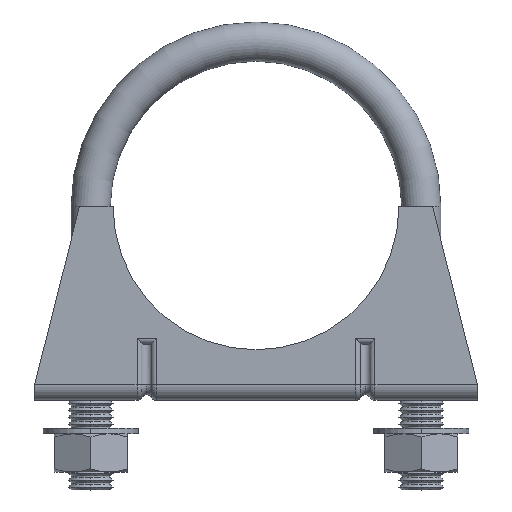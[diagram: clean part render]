
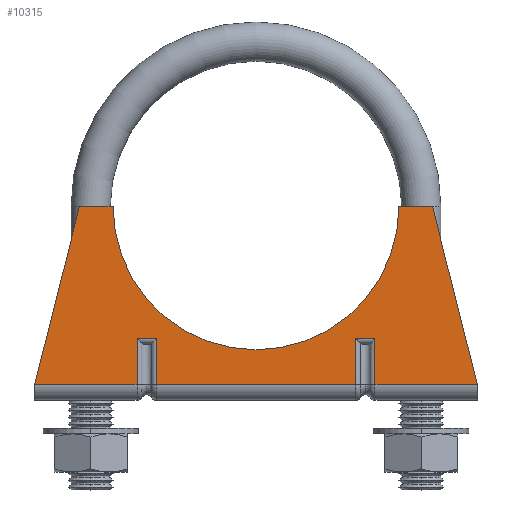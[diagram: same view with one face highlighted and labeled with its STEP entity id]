
A CAD part, top view. The second image highlights one B-rep face of the part: STEP entity #10315.
In plain terms, the highlighted planar face has unit normal (0, 0, 1).
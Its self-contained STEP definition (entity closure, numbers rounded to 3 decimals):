
#16 = EDGE_LOOP ( 'NONE', ( #9736, #1758, #212, #4815, #12799, #6111, #14241, #6744, #11146, #17, #9408, #10779, #14760, #5384 ) ) ;
#17 = ORIENTED_EDGE ( 'NONE', *, *, #118, .F. ) ;
#43 = CARTESIAN_POINT ( 'NONE',  ( -17.768, 9., 8. ) ) ;
#118 = EDGE_CURVE ( 'NONE', #10220, #1050, #8032, .T. ) ;
#212 = ORIENTED_EDGE ( 'NONE', *, *, #11893, .T. ) ;
#481 = DIRECTION ( 'NONE',  ( -1., 0., 0. ) ) ;
#502 = CARTESIAN_POINT ( 'NONE',  ( 39.5, 0.78, 8. ) ) ;
#643 = CARTESIAN_POINT ( 'NONE',  ( 21.232, 9., 8. ) ) ;
#770 = CARTESIAN_POINT ( 'NONE',  ( -21.232, 0.78, 8. ) ) ;
#855 = VERTEX_POINT ( 'NONE', #13058 ) ;
#1048 = VECTOR ( 'NONE', #481, 1000. ) ;
#1050 = VERTEX_POINT ( 'NONE', #12187 ) ;
#1117 = VECTOR ( 'NONE', #4780, 1000. ) ;
#1251 = CARTESIAN_POINT ( 'NONE',  ( 39.5, 0.78, 8. ) ) ;
#1428 = LINE ( 'NONE', #2594, #1048 ) ;
#1685 = VECTOR ( 'NONE', #3562, 1000. ) ;
#1731 = VECTOR ( 'NONE', #13219, 1000. ) ;
#1758 = ORIENTED_EDGE ( 'NONE', *, *, #5698, .T. ) ;
#2220 = EDGE_CURVE ( 'NONE', #10220, #4288, #8111, .T. ) ;
#2273 = DIRECTION ( 'NONE',  ( 0., -1., 0. ) ) ;
#2413 = CARTESIAN_POINT ( 'NONE',  ( -17.768, 0.78, 8. ) ) ;
#2594 = CARTESIAN_POINT ( 'NONE',  ( 39.5, 0.78, 8. ) ) ;
#2660 = VECTOR ( 'NONE', #7704, 1000. ) ;
#2676 = CARTESIAN_POINT ( 'NONE',  ( 31.978, 30.603, 8. ) ) ;
#2773 = AXIS2_PLACEMENT_3D ( 'NONE', #6849, #14032, #2273 ) ;
#3269 = CARTESIAN_POINT ( 'NONE',  ( -25.5, 32.5, 8. ) ) ;
#3402 = DIRECTION ( 'NONE',  ( 0., 1., 0. ) ) ;
#3448 = PLANE ( 'NONE',  #2773 ) ;
#3543 = CARTESIAN_POINT ( 'NONE',  ( 0., 32.5, 8. ) ) ;
#3562 = DIRECTION ( 'NONE',  ( -1., 0., 0. ) ) ;
#3750 = DIRECTION ( 'NONE',  ( 0.245, -0.97, 0. ) ) ;
#4288 = VERTEX_POINT ( 'NONE', #15180 ) ;
#4610 = CIRCLE ( 'NONE', #9404, 25.5 ) ;
#4632 = VERTEX_POINT ( 'NONE', #7249 ) ;
#4780 = DIRECTION ( 'NONE',  ( 0., -1., 0. ) ) ;
#4815 = ORIENTED_EDGE ( 'NONE', *, *, #7400, .F. ) ;
#4857 = VECTOR ( 'NONE', #4984, 1000. ) ;
#4885 = CARTESIAN_POINT ( 'NONE',  ( 17.768, 32.5, 8. ) ) ;
#4984 = DIRECTION ( 'NONE',  ( 0., 1., 0. ) ) ;
#5019 = LINE ( 'NONE', #8576, #11696 ) ;
#5246 = VECTOR ( 'NONE', #7121, 1000. ) ;
#5384 = ORIENTED_EDGE ( 'NONE', *, *, #15204, .F. ) ;
#5608 = LINE ( 'NONE', #6020, #1731 ) ;
#5698 = EDGE_CURVE ( 'NONE', #9432, #8777, #5608, .T. ) ;
#5729 = LINE ( 'NONE', #14160, #11110 ) ;
#6020 = CARTESIAN_POINT ( 'NONE',  ( 21.232, 9., 8. ) ) ;
#6032 = CARTESIAN_POINT ( 'NONE',  ( 39.5, 0.78, 8. ) ) ;
#6111 = ORIENTED_EDGE ( 'NONE', *, *, #11364, .T. ) ;
#6469 = LINE ( 'NONE', #1251, #1685 ) ;
#6744 = ORIENTED_EDGE ( 'NONE', *, *, #10085, .T. ) ;
#6849 = CARTESIAN_POINT ( 'NONE',  ( 39.5, 32.5, 8. ) ) ;
#7036 = DIRECTION ( 'NONE',  ( 1., 0., 0. ) ) ;
#7102 = CARTESIAN_POINT ( 'NONE',  ( 25.5, 32.5, 8. ) ) ;
#7121 = DIRECTION ( 'NONE',  ( -1., 0., 0. ) ) ;
#7249 = CARTESIAN_POINT ( 'NONE',  ( -17.768, 0.78, 8. ) ) ;
#7272 = FACE_OUTER_BOUND ( 'NONE', #16, .T. ) ;
#7377 = DIRECTION ( 'NONE',  ( -1., 0., 0. ) ) ;
#7400 = EDGE_CURVE ( 'NONE', #10581, #9936, #6469, .T. ) ;
#7704 = DIRECTION ( 'NONE',  ( -1., 0., 0. ) ) ;
#7940 = EDGE_CURVE ( 'NONE', #11854, #12840, #4610, .T. ) ;
#8032 = LINE ( 'NONE', #6032, #5246 ) ;
#8111 = LINE ( 'NONE', #12033, #15166 ) ;
#8156 = VECTOR ( 'NONE', #3750, 1000. ) ;
#8408 = VERTEX_POINT ( 'NONE', #9284 ) ;
#8539 = LINE ( 'NONE', #2676, #8156 ) ;
#8576 = CARTESIAN_POINT ( 'NONE',  ( 39.5, 32.5, 8. ) ) ;
#8777 = VERTEX_POINT ( 'NONE', #643 ) ;
#9206 = VERTEX_POINT ( 'NONE', #14559 ) ;
#9253 = DIRECTION ( 'NONE',  ( 0., 0., -1. ) ) ;
#9284 = CARTESIAN_POINT ( 'NONE',  ( 17.768, 0.78, 8. ) ) ;
#9404 = AXIS2_PLACEMENT_3D ( 'NONE', #3543, #9253, #3402 ) ;
#9408 = ORIENTED_EDGE ( 'NONE', *, *, #2220, .T. ) ;
#9432 = VERTEX_POINT ( 'NONE', #12333 ) ;
#9736 = ORIENTED_EDGE ( 'NONE', *, *, #10342, .T. ) ;
#9936 = VERTEX_POINT ( 'NONE', #10868 ) ;
#10085 = EDGE_CURVE ( 'NONE', #12840, #9206, #12108, .T. ) ;
#10220 = VERTEX_POINT ( 'NONE', #770 ) ;
#10315 = ADVANCED_FACE ( 'NONE', ( #7272 ), #3448, .T. ) ;
#10342 = EDGE_CURVE ( 'NONE', #8408, #9432, #13559, .T. ) ;
#10494 = CARTESIAN_POINT ( 'NONE',  ( -27.254, 49.336, 8. ) ) ;
#10565 = LINE ( 'NONE', #2413, #1117 ) ;
#10581 = VERTEX_POINT ( 'NONE', #502 ) ;
#10670 = CARTESIAN_POINT ( 'NONE',  ( 21.232, 32.5, 8. ) ) ;
#10779 = ORIENTED_EDGE ( 'NONE', *, *, #12932, .T. ) ;
#10868 = CARTESIAN_POINT ( 'NONE',  ( 21.232, 0.78, 8. ) ) ;
#11110 = VECTOR ( 'NONE', #7036, 1000. ) ;
#11146 = ORIENTED_EDGE ( 'NONE', *, *, #14457, .F. ) ;
#11296 = LINE ( 'NONE', #10670, #13143 ) ;
#11364 = EDGE_CURVE ( 'NONE', #855, #11854, #5019, .T. ) ;
#11433 = EDGE_CURVE ( 'NONE', #855, #10581, #8539, .T. ) ;
#11696 = VECTOR ( 'NONE', #7377, 1000. ) ;
#11854 = VERTEX_POINT ( 'NONE', #7102 ) ;
#11893 = EDGE_CURVE ( 'NONE', #8777, #9936, #11296, .T. ) ;
#12033 = CARTESIAN_POINT ( 'NONE',  ( -21.232, 8., 8. ) ) ;
#12082 = EDGE_CURVE ( 'NONE', #14465, #4632, #10565, .T. ) ;
#12108 = LINE ( 'NONE', #13590, #2660 ) ;
#12137 = DIRECTION ( 'NONE',  ( 0., 1., 0. ) ) ;
#12187 = CARTESIAN_POINT ( 'NONE',  ( -39.5, 0.78, 8. ) ) ;
#12333 = CARTESIAN_POINT ( 'NONE',  ( 17.768, 9., 8. ) ) ;
#12540 = LINE ( 'NONE', #10494, #14194 ) ;
#12799 = ORIENTED_EDGE ( 'NONE', *, *, #11433, .F. ) ;
#12840 = VERTEX_POINT ( 'NONE', #3269 ) ;
#12932 = EDGE_CURVE ( 'NONE', #4288, #14465, #5729, .T. ) ;
#13058 = CARTESIAN_POINT ( 'NONE',  ( 31.5, 32.5, 8. ) ) ;
#13143 = VECTOR ( 'NONE', #14281, 1000. ) ;
#13219 = DIRECTION ( 'NONE',  ( 1., 0., 0. ) ) ;
#13559 = LINE ( 'NONE', #4885, #4857 ) ;
#13590 = CARTESIAN_POINT ( 'NONE',  ( 39.5, 32.5, 8. ) ) ;
#14032 = DIRECTION ( 'NONE',  ( 0., 0., 1. ) ) ;
#14139 = DIRECTION ( 'NONE',  ( 0.245, 0.97, 0. ) ) ;
#14160 = CARTESIAN_POINT ( 'NONE',  ( -17.768, 9., 8. ) ) ;
#14194 = VECTOR ( 'NONE', #14139, 1000. ) ;
#14241 = ORIENTED_EDGE ( 'NONE', *, *, #7940, .T. ) ;
#14281 = DIRECTION ( 'NONE',  ( 0., -1., 0. ) ) ;
#14457 = EDGE_CURVE ( 'NONE', #1050, #9206, #12540, .T. ) ;
#14465 = VERTEX_POINT ( 'NONE', #43 ) ;
#14559 = CARTESIAN_POINT ( 'NONE',  ( -31.5, 32.5, 8. ) ) ;
#14760 = ORIENTED_EDGE ( 'NONE', *, *, #12082, .T. ) ;
#15166 = VECTOR ( 'NONE', #12137, 1000. ) ;
#15180 = CARTESIAN_POINT ( 'NONE',  ( -21.232, 9., 8. ) ) ;
#15204 = EDGE_CURVE ( 'NONE', #8408, #4632, #1428, .T. ) ;
